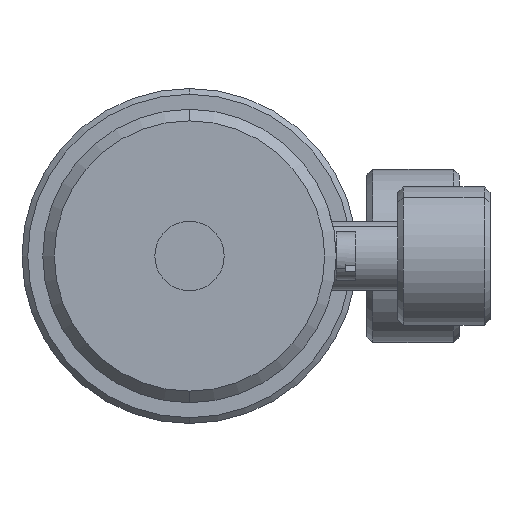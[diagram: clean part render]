
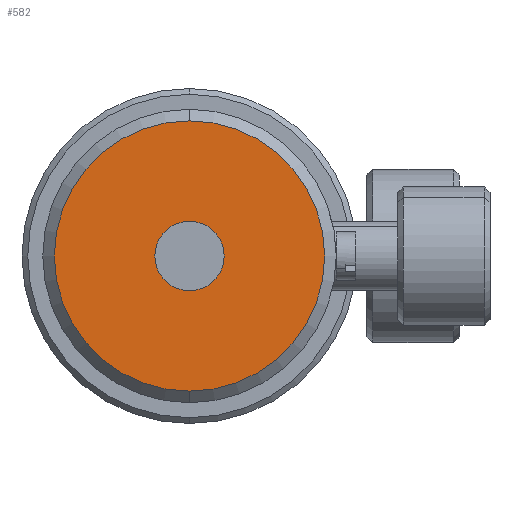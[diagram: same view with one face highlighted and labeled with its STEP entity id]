
A CAD part, front view. The second image highlights one B-rep face of the part: STEP entity #582.
In plain terms, the highlighted planar face has unit normal (0, -1, 0).
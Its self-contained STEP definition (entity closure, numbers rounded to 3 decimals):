
#69 = CARTESIAN_POINT ( 'NONE',  ( -5.985, -25.874, 2.5 ) ) ;
#77 = ORIENTED_EDGE ( 'NONE', *, *, #830, .T. ) ;
#99 = DIRECTION ( 'NONE',  ( 0., 0., -1. ) ) ;
#109 = VERTEX_POINT ( 'NONE', #1833 ) ;
#120 = CIRCLE ( 'NONE', #2132, 2.5 ) ;
#181 = EDGE_LOOP ( 'NONE', ( #498, #2136 ) ) ;
#307 = CARTESIAN_POINT ( 'NONE',  ( -5.985, -25.874, -2.5 ) ) ;
#411 = AXIS2_PLACEMENT_3D ( 'NONE', #1656, #597, #1821 ) ;
#420 = DIRECTION ( 'NONE',  ( 0., -1., 0. ) ) ;
#429 = ORIENTED_EDGE ( 'NONE', *, *, #585, .T. ) ;
#430 = FACE_BOUND ( 'NONE', #181, .T. ) ;
#437 = EDGE_CURVE ( 'NONE', #554, #1566, #120, .T. ) ;
#450 = DIRECTION ( 'NONE',  ( 0., 0., 1. ) ) ;
#498 = ORIENTED_EDGE ( 'NONE', *, *, #2124, .F. ) ;
#554 = VERTEX_POINT ( 'NONE', #69 ) ;
#582 = ADVANCED_FACE ( 'NONE', ( #1795, #430 ), #1838, .F. ) ;
#585 = EDGE_CURVE ( 'NONE', #109, #2187, #2173, .T. ) ;
#597 = DIRECTION ( 'NONE',  ( 0., -1., 0. ) ) ;
#611 = DIRECTION ( 'NONE',  ( 0., -1., 0. ) ) ;
#627 = EDGE_LOOP ( 'NONE', ( #77, #429 ) ) ;
#632 = CARTESIAN_POINT ( 'NONE',  ( -5.985, -25.874, 0. ) ) ;
#792 = CARTESIAN_POINT ( 'NONE',  ( -5.985, -25.874, 0. ) ) ;
#830 = EDGE_CURVE ( 'NONE', #2187, #109, #1494, .T. ) ;
#952 = DIRECTION ( 'NONE',  ( 0., 0., 1. ) ) ;
#1044 = CIRCLE ( 'NONE', #411, 2.5 ) ;
#1115 = DIRECTION ( 'NONE',  ( 0., -1., 0. ) ) ;
#1157 = CARTESIAN_POINT ( 'NONE',  ( -5.985, -25.874, 0. ) ) ;
#1301 = CARTESIAN_POINT ( 'NONE',  ( -5.985, -25.874, 11.7 ) ) ;
#1346 = DIRECTION ( 'NONE',  ( 0., 0., 1. ) ) ;
#1414 = AXIS2_PLACEMENT_3D ( 'NONE', #792, #420, #952 ) ;
#1494 = CIRCLE ( 'NONE', #1604, 11.7 ) ;
#1537 = AXIS2_PLACEMENT_3D ( 'NONE', #1157, #1675, #450 ) ;
#1566 = VERTEX_POINT ( 'NONE', #307 ) ;
#1604 = AXIS2_PLACEMENT_3D ( 'NONE', #1688, #1115, #1346 ) ;
#1656 = CARTESIAN_POINT ( 'NONE',  ( -5.985, -25.874, 0. ) ) ;
#1675 = DIRECTION ( 'NONE',  ( 0., 1., 0. ) ) ;
#1688 = CARTESIAN_POINT ( 'NONE',  ( -5.985, -25.874, 0. ) ) ;
#1795 = FACE_OUTER_BOUND ( 'NONE', #627, .T. ) ;
#1821 = DIRECTION ( 'NONE',  ( 0., 0., -1. ) ) ;
#1833 = CARTESIAN_POINT ( 'NONE',  ( -5.985, -25.874, -11.7 ) ) ;
#1838 = PLANE ( 'NONE',  #1537 ) ;
#2124 = EDGE_CURVE ( 'NONE', #1566, #554, #1044, .T. ) ;
#2132 = AXIS2_PLACEMENT_3D ( 'NONE', #632, #611, #99 ) ;
#2136 = ORIENTED_EDGE ( 'NONE', *, *, #437, .F. ) ;
#2173 = CIRCLE ( 'NONE', #1414, 11.7 ) ;
#2187 = VERTEX_POINT ( 'NONE', #1301 ) ;
